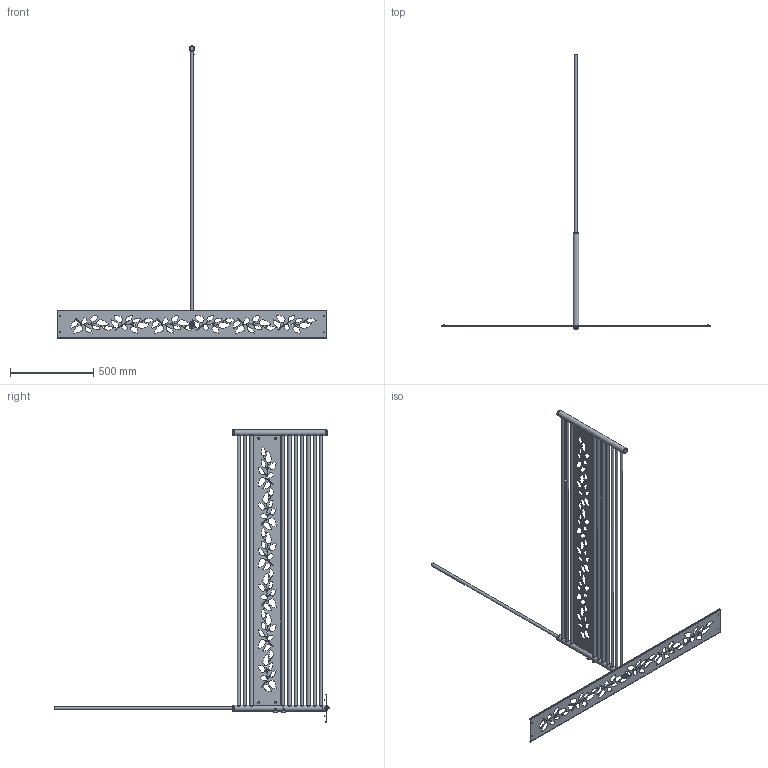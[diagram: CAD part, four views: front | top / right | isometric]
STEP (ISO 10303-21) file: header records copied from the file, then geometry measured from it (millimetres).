
FILE_DESCRIPTION( ( 'Unknown' ), '1' );
FILE_NAME( 'LEA.stp', 'Unknown', ( 'Unknown' ), ( 'Unknown' ), 'PSStep 10.1', 'Unknown', ' ' );
FILE_SCHEMA( ( 'AUTOMOTIVE_DESIGN { 1 0 10303 214 1 1 1 1 }' ) );
Length unit declared in the file: millimetre
Products named in the file (11): Assem1; blacha LEA z gwintem; blacha_do_palenia_wzor_liscie_po_gieciu  bl.2; gwint do blachy; kolektor dolny REY 560; kolektor REY 560; kana³y REY L-1632; Zaslepka fi 35 z gwintem ; mufa prz³aczeniowa; Zaslepka fi 35 bez gwintu ; jêzyk - mocowanie blachy
Bounding box: 1613 x 1649.5 x 1751 mm (x, y, z)
Volume: 2676566.9 mm3; surface area: 4066945.8 mm2
Topology: 41 solids, 41 shells, 4019 faces, 11892 edges, 7924 vertices
Faces by surface type: plane 3853, cylinder 134, cone 18, torus 14
Full cylindrical faces by diameter (mm): 6 x9, 6.2 x5, 17.6 x11, 18.631 x2, 18.974 x3, 20 x11, 20.5 x40, 25 x9, 25.4 x4, 32 x6, 32.4 x4, 35 x10
Entity records: 58090 total; most frequent: CARTESIAN_POINT 12067, ORIENTED_EDGE 7722, DIRECTION 6578, EDGE_CURVE 3861, LINE 3760, VECTOR 3760, VERTEX_POINT 2602, EDGE_LOOP 1445
